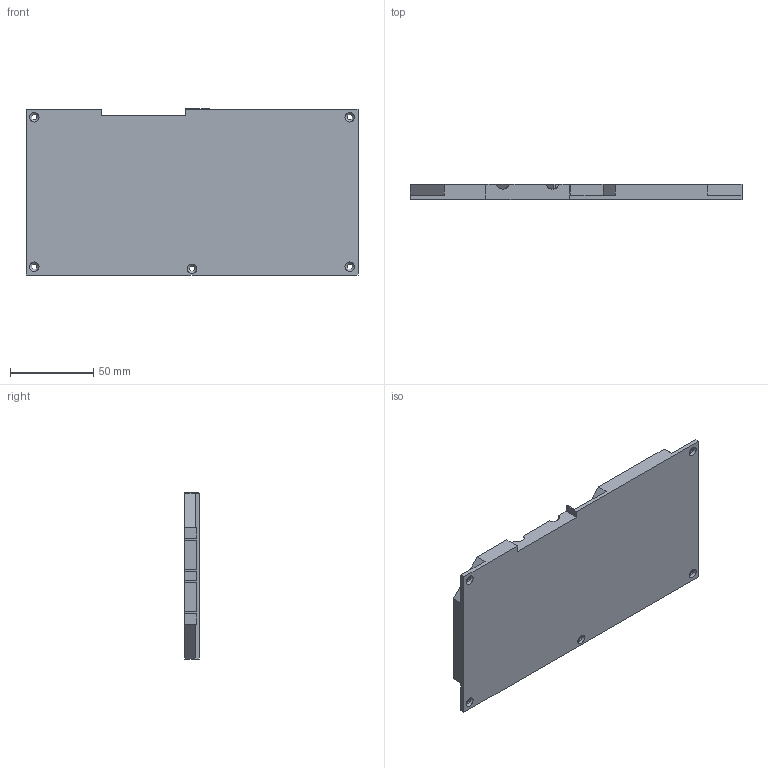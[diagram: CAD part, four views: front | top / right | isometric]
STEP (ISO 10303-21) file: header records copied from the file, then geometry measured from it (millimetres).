
FILE_DESCRIPTION(/* description */ (''),/* implementation_level */ '2;1');
FILE_NAME(/* name */ 'Electronics panel TOP L.step',/* time_stamp */ '2024-11-17T17:36:51+01:00',/* author */ (''),/* organization */ (''),/* preprocessor_version */ 'ST-DEVELOPER v20',/* originating_system */ 'Autodesk Translation Framework v13.20.0.188',/* authorisation */ '');
FILE_SCHEMA (('AUTOMOTIVE_DESIGN { 1 0 10303 214 3 1 1 }'));
Length unit declared in the file: millimetre
Products named in the file (1): Panel TOP
Bounding box: 200 x 9 x 100 mm (x, y, z)
Volume: 45910.5 mm3; surface area: 75915 mm2
Topology: 1 solids, 1 shells, 391 faces, 970 edges, 645 vertices
Faces by surface type: plane 377, cylinder 9, cone 5
Full cylindrical faces by diameter (mm): 3.25 x6
Entity records: 11436 total; most frequent: CARTESIAN_POINT 2007, ORIENTED_EDGE 1940, DIRECTION 1786, EDGE_CURVE 970, LINE 938, VECTOR 938, VERTEX_POINT 645, EDGE_LOOP 465
